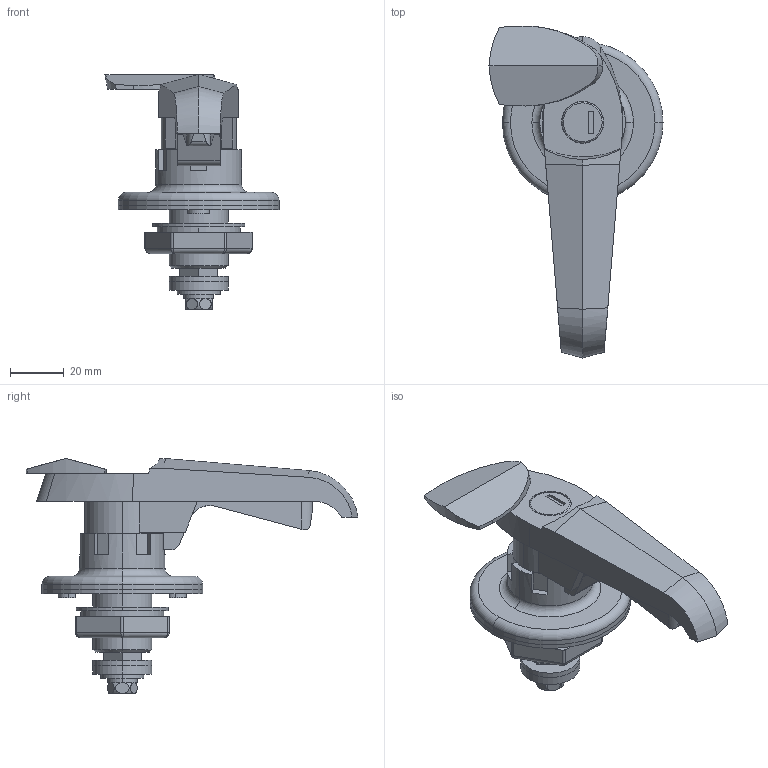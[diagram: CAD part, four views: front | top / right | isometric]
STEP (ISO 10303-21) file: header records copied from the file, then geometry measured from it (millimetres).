
FILE_DESCRIPTION (( 'STEP AP203' ), '1' );
FILE_NAME ('A-140-W-2-1-TAK60.STEP', '2016-03-23T06:28:29', ( '' ), ( '' ), 'SwSTEP 2.0', 'SolidWorks 2012', '' );
FILE_SCHEMA (( 'CONFIG_CONTROL_DESIGN' ));
Length unit declared in the file: millimetre
Products named in the file (11): A-140-W-2蓋__-1-2(鍵無し); A-140-W-2M6僱僕__M6亊18; A-140-W-2平ワッシャー_; A-140-W-2角穴スペーサ__t3.2; A-140-W-2角穴スペーサ__t2.0; A-140-W-2歯付座金_; A-140-W-2六角ナット_; A-140-W-2僷僢僉儞_; A-140-W-2受座_; A-140-W-2本体__TAK60; A-140-W-2-1-TAK60
Assembly tree (10 placements, depth 2):
  A-140-W-2-1-TAK60
    A-140-W-2本体__TAK60
    A-140-W-2受座_
    A-140-W-2僷僢僉儞_
    A-140-W-2六角ナット_
    A-140-W-2歯付座金_
    A-140-W-2角穴スペーサ__t2.0
    A-140-W-2角穴スペーサ__t3.2
    A-140-W-2平ワッシャー_
    A-140-W-2M6僱僕__M6亊18
    A-140-W-2蓋__-1-2(鍵無し)
Bounding box: 65 x 123.94 x 87.7 mm (x, y, z)
Volume: 94960.1 mm3; surface area: 40922.3 mm2
Topology: 10 solids, 10 shells, 312 faces, 775 edges, 500 vertices
Faces by surface type: plane 162, cylinder 116, bspline 16, torus 12, cone 6
Entity records: 11101 total; most frequent: CARTESIAN_POINT 2489, DIRECTION 1567, ORIENTED_EDGE 1538, EDGE_CURVE 769, AXIS2_PLACEMENT_3D 561, VERTEX_POINT 500, VECTOR 445, LINE 445
